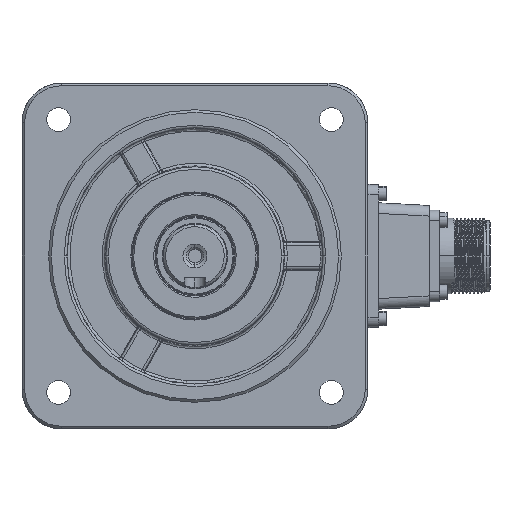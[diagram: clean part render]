
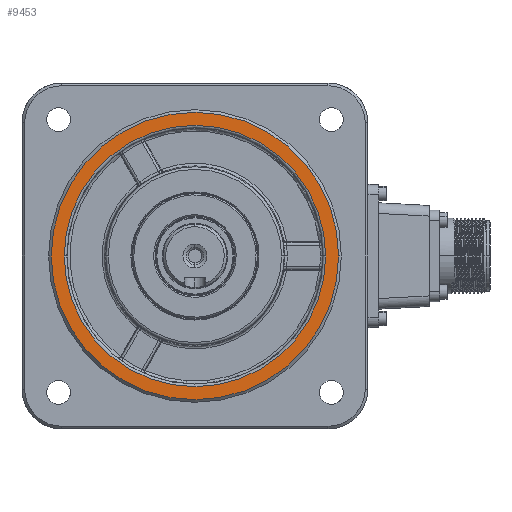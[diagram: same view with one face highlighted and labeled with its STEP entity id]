
A CAD part, left-side view. The second image highlights one B-rep face of the part: STEP entity #9453.
In plain terms, the highlighted planar face has unit normal (-1, 0, 0).
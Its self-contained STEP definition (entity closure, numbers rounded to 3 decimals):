
#797 = CIRCLE ( 'NONE', #33649, 54. ) ;
#3086 = DIRECTION ( 'NONE',  ( 0., -1., 0. ) ) ;
#4248 = VERTEX_POINT ( 'NONE', #29437 ) ;
#5807 = EDGE_CURVE ( 'NONE', #37896, #4248, #797, .T. ) ;
#6689 = CARTESIAN_POINT ( 'NONE',  ( -76., 0., 0. ) ) ;
#6881 = VERTEX_POINT ( 'NONE', #40153 ) ;
#8190 = EDGE_LOOP ( 'NONE', ( #44996, #8393 ) ) ;
#8393 = ORIENTED_EDGE ( 'NONE', *, *, #27747, .T. ) ;
#8858 = DIRECTION ( 'NONE',  ( -1., 0., 0. ) ) ;
#9321 = FACE_BOUND ( 'NONE', #8190, .T. ) ;
#9453 = ADVANCED_FACE ( 'NONE', ( #20323, #9321 ), #37790, .T. ) ;
#10556 = DIRECTION ( 'NONE',  ( 0., -1., 0. ) ) ;
#11231 = CIRCLE ( 'NONE', #43306, 49.122 ) ;
#13149 = VERTEX_POINT ( 'NONE', #24357 ) ;
#13787 = EDGE_CURVE ( 'NONE', #4248, #37896, #35487, .T. ) ;
#14896 = AXIS2_PLACEMENT_3D ( 'NONE', #15084, #25367, #10556 ) ;
#14950 = ORIENTED_EDGE ( 'NONE', *, *, #13787, .T. ) ;
#15084 = CARTESIAN_POINT ( 'NONE',  ( -76., 0., 0. ) ) ;
#19180 = DIRECTION ( 'NONE',  ( -1., 0., 0. ) ) ;
#19214 = CARTESIAN_POINT ( 'NONE',  ( -76., 0., 0. ) ) ;
#20323 = FACE_OUTER_BOUND ( 'NONE', #41189, .T. ) ;
#23232 = CARTESIAN_POINT ( 'NONE',  ( -76., 0., 0. ) ) ;
#23445 = DIRECTION ( 'NONE',  ( 0., -1., 0. ) ) ;
#24357 = CARTESIAN_POINT ( 'NONE',  ( -76., -49.122, 0. ) ) ;
#25367 = DIRECTION ( 'NONE',  ( -1., 0., 0. ) ) ;
#26367 = DIRECTION ( 'NONE',  ( 0., -1., 0. ) ) ;
#27747 = EDGE_CURVE ( 'NONE', #6881, #13149, #11231, .T. ) ;
#29379 = DIRECTION ( 'NONE',  ( 1., 0., 0. ) ) ;
#29437 = CARTESIAN_POINT ( 'NONE',  ( -76., 54., 0. ) ) ;
#29951 = DIRECTION ( 'NONE',  ( 1., 0., 0. ) ) ;
#31030 = CARTESIAN_POINT ( 'NONE',  ( -76., -54., 0. ) ) ;
#33649 = AXIS2_PLACEMENT_3D ( 'NONE', #23232, #19180, #33745 ) ;
#33670 = ORIENTED_EDGE ( 'NONE', *, *, #5807, .T. ) ;
#33745 = DIRECTION ( 'NONE',  ( 0., -1., 0. ) ) ;
#35121 = CARTESIAN_POINT ( 'NONE',  ( -76., 0., 0. ) ) ;
#35487 = CIRCLE ( 'NONE', #14896, 54. ) ;
#37528 = AXIS2_PLACEMENT_3D ( 'NONE', #19214, #29951, #26367 ) ;
#37790 = PLANE ( 'NONE',  #39769 ) ;
#37896 = VERTEX_POINT ( 'NONE', #31030 ) ;
#39275 = EDGE_CURVE ( 'NONE', #13149, #6881, #40611, .T. ) ;
#39769 = AXIS2_PLACEMENT_3D ( 'NONE', #35121, #8858, #23445 ) ;
#40153 = CARTESIAN_POINT ( 'NONE',  ( -76., 49.122, 0. ) ) ;
#40611 = CIRCLE ( 'NONE', #37528, 49.122 ) ;
#41189 = EDGE_LOOP ( 'NONE', ( #14950, #33670 ) ) ;
#43306 = AXIS2_PLACEMENT_3D ( 'NONE', #6689, #29379, #3086 ) ;
#44996 = ORIENTED_EDGE ( 'NONE', *, *, #39275, .T. ) ;
